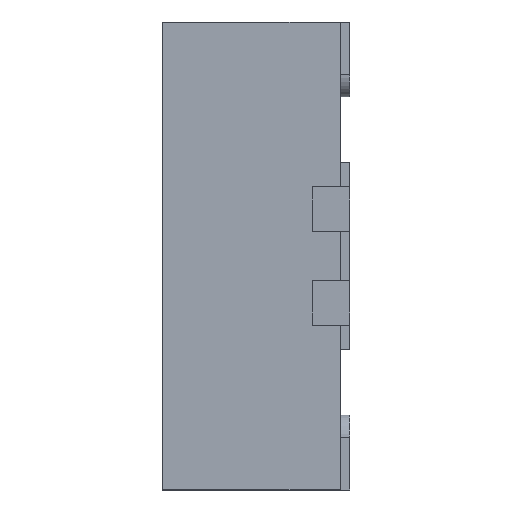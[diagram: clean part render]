
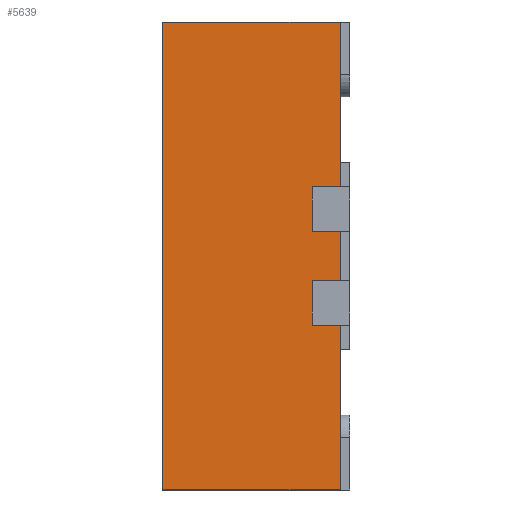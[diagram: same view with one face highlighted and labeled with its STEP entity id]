
A CAD part, left-side view. The second image highlights one B-rep face of the part: STEP entity #5639.
In plain terms, the highlighted planar face has unit normal (-1, 0, 0).
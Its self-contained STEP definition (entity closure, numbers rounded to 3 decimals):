
#31 = CARTESIAN_POINT ( 'NONE',  ( -1.75, 1., 1.25 ) ) ;
#41 = VERTEX_POINT ( 'NONE', #2314 ) ;
#45 = CARTESIAN_POINT ( 'NONE',  ( -1.75, 0.05, 1.25 ) ) ;
#129 = DIRECTION ( 'NONE',  ( 0., -1., 0. ) ) ;
#130 = VERTEX_POINT ( 'NONE', #31 ) ;
#458 = VECTOR ( 'NONE', #658, 1000. ) ;
#468 = LINE ( 'NONE', #5342, #3335 ) ;
#526 = VECTOR ( 'NONE', #5263, 1000. ) ;
#658 = DIRECTION ( 'NONE',  ( 0., -1., 0. ) ) ;
#678 = EDGE_CURVE ( 'NONE', #3901, #3344, #2963, .T. ) ;
#704 = VECTOR ( 'NONE', #4605, 1000. ) ;
#813 = DIRECTION ( 'NONE',  ( 0., 0., 1. ) ) ;
#831 = ORIENTED_EDGE ( 'NONE', *, *, #678, .T. ) ;
#849 = CARTESIAN_POINT ( 'NONE',  ( -1.75, 0.05, -1.25 ) ) ;
#865 = CARTESIAN_POINT ( 'NONE',  ( -1.75, 0.05, 1.25 ) ) ;
#874 = DIRECTION ( 'NONE',  ( 0., -1., 0. ) ) ;
#1102 = LINE ( 'NONE', #4670, #458 ) ;
#1214 = CARTESIAN_POINT ( 'NONE',  ( -1.75, 0.05, 1.25 ) ) ;
#1277 = VERTEX_POINT ( 'NONE', #849 ) ;
#1314 = EDGE_CURVE ( 'NONE', #3470, #1277, #1337, .T. ) ;
#1337 = LINE ( 'NONE', #4880, #3280 ) ;
#1387 = VECTOR ( 'NONE', #1587, 1000. ) ;
#1434 = LINE ( 'NONE', #5012, #4825 ) ;
#1551 = CARTESIAN_POINT ( 'NONE',  ( -1.75, 1., -1.25 ) ) ;
#1587 = DIRECTION ( 'NONE',  ( 0., 0., 1. ) ) ;
#1588 = CARTESIAN_POINT ( 'NONE',  ( -1.75, 0.05, 0.13 ) ) ;
#1646 = EDGE_CURVE ( 'NONE', #3344, #3132, #5381, .T. ) ;
#1690 = LINE ( 'NONE', #5665, #5465 ) ;
#1736 = EDGE_CURVE ( 'NONE', #3470, #130, #4954, .T. ) ;
#1763 = CARTESIAN_POINT ( 'NONE',  ( -1.75, 0.2, -0.37 ) ) ;
#1766 = LINE ( 'NONE', #45, #5369 ) ;
#1846 = CARTESIAN_POINT ( 'NONE',  ( -1.75, 1., 1.25 ) ) ;
#1859 = CARTESIAN_POINT ( 'NONE',  ( -1.75, 0.2, 0.37 ) ) ;
#1914 = ORIENTED_EDGE ( 'NONE', *, *, #1646, .T. ) ;
#1988 = ORIENTED_EDGE ( 'NONE', *, *, #2549, .T. ) ;
#1991 = ORIENTED_EDGE ( 'NONE', *, *, #1736, .F. ) ;
#2168 = CARTESIAN_POINT ( 'NONE',  ( -1.75, 0.05, 1.25 ) ) ;
#2215 = VERTEX_POINT ( 'NONE', #1763 ) ;
#2289 = ORIENTED_EDGE ( 'NONE', *, *, #3874, .F. ) ;
#2314 = CARTESIAN_POINT ( 'NONE',  ( -1.75, 0.05, -0.37 ) ) ;
#2477 = VECTOR ( 'NONE', #4755, 1000. ) ;
#2549 = EDGE_CURVE ( 'NONE', #3132, #4639, #2585, .T. ) ;
#2585 = LINE ( 'NONE', #2168, #526 ) ;
#2613 = CARTESIAN_POINT ( 'NONE',  ( -1.75, 0.2, 0.37 ) ) ;
#2770 = EDGE_LOOP ( 'NONE', ( #3839, #831, #1914, #1988, #5625, #1991, #3347, #3063, #2289, #4984, #3450, #3784 ) ) ;
#2891 = CARTESIAN_POINT ( 'NONE',  ( -1.75, 0.2, -0.13 ) ) ;
#2963 = LINE ( 'NONE', #2613, #5040 ) ;
#2978 = CARTESIAN_POINT ( 'NONE',  ( -1.75, 0.666, 0.37 ) ) ;
#2981 = CARTESIAN_POINT ( 'NONE',  ( -1.75, 0.05, -0.13 ) ) ;
#3063 = ORIENTED_EDGE ( 'NONE', *, *, #4772, .T. ) ;
#3132 = VERTEX_POINT ( 'NONE', #3498 ) ;
#3194 = CARTESIAN_POINT ( 'NONE',  ( -1.75, 0.2, 0.13 ) ) ;
#3280 = VECTOR ( 'NONE', #874, 1000. ) ;
#3308 = EDGE_CURVE ( 'NONE', #4824, #4901, #1766, .T. ) ;
#3335 = VECTOR ( 'NONE', #5755, 1000. ) ;
#3344 = VERTEX_POINT ( 'NONE', #1859 ) ;
#3347 = ORIENTED_EDGE ( 'NONE', *, *, #1314, .T. ) ;
#3357 = LINE ( 'NONE', #2891, #1387 ) ;
#3450 = ORIENTED_EDGE ( 'NONE', *, *, #5529, .T. ) ;
#3470 = VERTEX_POINT ( 'NONE', #1551 ) ;
#3479 = VERTEX_POINT ( 'NONE', #3822 ) ;
#3498 = CARTESIAN_POINT ( 'NONE',  ( -1.75, 0.05, 0.37 ) ) ;
#3736 = AXIS2_PLACEMENT_3D ( 'NONE', #5655, #5221, #4080 ) ;
#3748 = EDGE_CURVE ( 'NONE', #130, #4639, #1434, .T. ) ;
#3771 = EDGE_CURVE ( 'NONE', #3901, #4901, #1690, .T. ) ;
#3784 = ORIENTED_EDGE ( 'NONE', *, *, #3308, .T. ) ;
#3822 = CARTESIAN_POINT ( 'NONE',  ( -1.75, 0.2, -0.13 ) ) ;
#3839 = ORIENTED_EDGE ( 'NONE', *, *, #3771, .F. ) ;
#3874 = EDGE_CURVE ( 'NONE', #2215, #41, #468, .T. ) ;
#3901 = VERTEX_POINT ( 'NONE', #3194 ) ;
#3919 = FACE_OUTER_BOUND ( 'NONE', #2770, .T. ) ;
#4080 = DIRECTION ( 'NONE',  ( 0., 0., -1. ) ) ;
#4428 = DIRECTION ( 'NONE',  ( 0., 0., 1. ) ) ;
#4605 = DIRECTION ( 'NONE',  ( 0., 0., 1. ) ) ;
#4639 = VERTEX_POINT ( 'NONE', #1214 ) ;
#4670 = CARTESIAN_POINT ( 'NONE',  ( -1.75, 0.666, -0.13 ) ) ;
#4755 = DIRECTION ( 'NONE',  ( 0., -1., 0. ) ) ;
#4772 = EDGE_CURVE ( 'NONE', #1277, #41, #5300, .T. ) ;
#4824 = VERTEX_POINT ( 'NONE', #2981 ) ;
#4825 = VECTOR ( 'NONE', #129, 1000. ) ;
#4880 = CARTESIAN_POINT ( 'NONE',  ( -1.75, 6.301, -1.25 ) ) ;
#4901 = VERTEX_POINT ( 'NONE', #1588 ) ;
#4954 = LINE ( 'NONE', #1846, #704 ) ;
#4984 = ORIENTED_EDGE ( 'NONE', *, *, #5459, .T. ) ;
#5012 = CARTESIAN_POINT ( 'NONE',  ( -1.75, 6.301, 1.25 ) ) ;
#5040 = VECTOR ( 'NONE', #4428, 1000. ) ;
#5116 = VECTOR ( 'NONE', #5328, 1000. ) ;
#5221 = DIRECTION ( 'NONE',  ( 1., 0., 0. ) ) ;
#5257 = DIRECTION ( 'NONE',  ( 0., -1., 0. ) ) ;
#5263 = DIRECTION ( 'NONE',  ( 0., 0., 1. ) ) ;
#5300 = LINE ( 'NONE', #865, #5116 ) ;
#5328 = DIRECTION ( 'NONE',  ( 0., 0., 1. ) ) ;
#5342 = CARTESIAN_POINT ( 'NONE',  ( -1.75, 0.666, -0.37 ) ) ;
#5369 = VECTOR ( 'NONE', #813, 1000. ) ;
#5381 = LINE ( 'NONE', #2978, #2477 ) ;
#5459 = EDGE_CURVE ( 'NONE', #2215, #3479, #3357, .T. ) ;
#5465 = VECTOR ( 'NONE', #5257, 1000. ) ;
#5529 = EDGE_CURVE ( 'NONE', #3479, #4824, #1102, .T. ) ;
#5625 = ORIENTED_EDGE ( 'NONE', *, *, #3748, .F. ) ;
#5639 = ADVANCED_FACE ( 'NONE', ( #3919 ), #5739, .F. ) ;
#5655 = CARTESIAN_POINT ( 'NONE',  ( -1.75, 6.301, 1.25 ) ) ;
#5665 = CARTESIAN_POINT ( 'NONE',  ( -1.75, 0.666, 0.13 ) ) ;
#5739 = PLANE ( 'NONE',  #3736 ) ;
#5755 = DIRECTION ( 'NONE',  ( 0., -1., 0. ) ) ;
